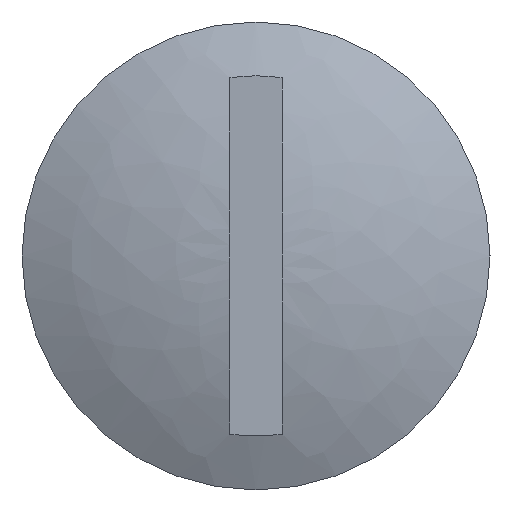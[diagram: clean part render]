
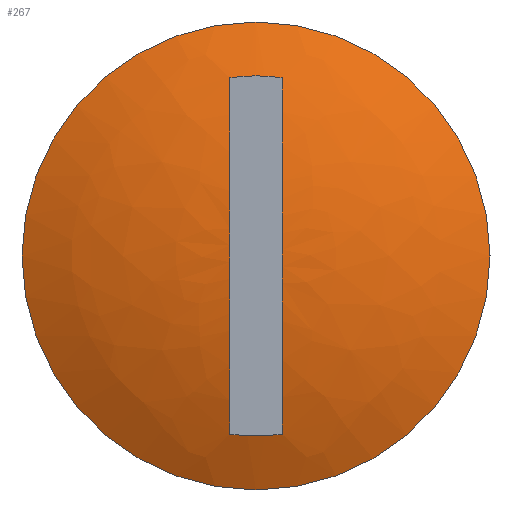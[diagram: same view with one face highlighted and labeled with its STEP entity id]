
A CAD part, left-side view. The second image highlights one B-rep face of the part: STEP entity #267.
In plain terms, the highlighted free-form (B-spline) face has degree [2, 2] with [3, 9] control points.
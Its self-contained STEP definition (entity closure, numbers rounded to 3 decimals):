
#28=(
BOUNDED_CURVE()
B_SPLINE_CURVE(2,(#917,#918,#919),.UNSPECIFIED.,.F.,.F.)
B_SPLINE_CURVE_WITH_KNOTS((3,3),(1.114,1.222),
 .UNSPECIFIED.)
CURVE()
GEOMETRIC_REPRESENTATION_ITEM()
RATIONAL_B_SPLINE_CURVE((1.,0.995,0.992))
REPRESENTATION_ITEM('')
);
#29=(
BOUNDED_SURFACE()
B_SPLINE_SURFACE(2,2,((#886,#887,#888,#889,#890,#891,#892,#893,#894),(#895,
#896,#897,#898,#899,#900,#901,#902,#903),(#904,#905,#906,#907,#908,#909,
#910,#911,#912)),.UNSPECIFIED.,.F.,.T.,.F.)
B_SPLINE_SURFACE_WITH_KNOTS((3,3),(3,2,2,2,3),(-1.513,-1.114),
(-3.142,-1.571,0.,1.571,3.142),
 .UNSPECIFIED.)
GEOMETRIC_REPRESENTATION_ITEM()
RATIONAL_B_SPLINE_SURFACE(((1.,0.707,1.,0.707,1.,
0.707,1.,0.707,1.),(0.98,0.693,
0.98,0.693,0.98,0.693,
0.98,0.693,0.98),(1.,0.707,
1.,0.707,1.,0.707,1.,0.707,1.)))
REPRESENTATION_ITEM('')
SURFACE()
);
#69=FACE_OUTER_BOUND('',#91,.T.);
#91=EDGE_LOOP('',(#225,#226,#227,#228,#229,#230,#231,#232,#233));
#110=CIRCLE('',#322,6.9);
#111=CIRCLE('',#323,6.9);
#112=CIRCLE('',#324,6.9);
#115=CIRCLE('',#330,8.965);
#116=CIRCLE('',#331,8.965);
#132=B_SPLINE_CURVE_WITH_KNOTS('',3,(#847,#848,#849,#850,#851,#852,#853,
#854,#855,#856,#857),.UNSPECIFIED.,.F.,.F.,(4,2,3,2,4),(-0.654,
-0.412,0.,0.412,0.654),
 .UNSPECIFIED.);
#133=B_SPLINE_CURVE_WITH_KNOTS('',3,(#862,#863,#864,#865,#866,#867,#868,
#869,#870,#871,#872),.UNSPECIFIED.,.F.,.F.,(4,2,3,2,4),(-0.654,
-0.412,0.,0.412,0.654),
 .UNSPECIFIED.);
#143=VERTEX_POINT('',#845);
#144=VERTEX_POINT('',#846);
#145=VERTEX_POINT('',#860);
#146=VERTEX_POINT('',#861);
#147=VERTEX_POINT('',#875);
#150=VERTEX_POINT('',#913);
#151=VERTEX_POINT('',#914);
#171=EDGE_CURVE('',#143,#144,#132,.T.);
#173=EDGE_CURVE('',#145,#146,#133,.T.);
#175=EDGE_CURVE('',#146,#147,#110,.T.);
#176=EDGE_CURVE('',#144,#145,#111,.T.);
#177=EDGE_CURVE('',#147,#143,#112,.T.);
#180=EDGE_CURVE('',#150,#151,#115,.T.);
#181=EDGE_CURVE('',#151,#150,#116,.T.);
#182=EDGE_CURVE('',#151,#147,#28,.T.);
#225=ORIENTED_EDGE('',*,*,#180,.F.);
#226=ORIENTED_EDGE('',*,*,#181,.F.);
#227=ORIENTED_EDGE('',*,*,#182,.T.);
#228=ORIENTED_EDGE('',*,*,#177,.T.);
#229=ORIENTED_EDGE('',*,*,#171,.T.);
#230=ORIENTED_EDGE('',*,*,#176,.T.);
#231=ORIENTED_EDGE('',*,*,#173,.T.);
#232=ORIENTED_EDGE('',*,*,#175,.T.);
#233=ORIENTED_EDGE('',*,*,#182,.F.);
#267=ADVANCED_FACE('',(#69),#29,.F.);
#322=AXIS2_PLACEMENT_3D('',#876,#377,#378);
#323=AXIS2_PLACEMENT_3D('',#877,#379,#380);
#324=AXIS2_PLACEMENT_3D('',#878,#381,#382);
#330=AXIS2_PLACEMENT_3D('',#915,#393,#394);
#331=AXIS2_PLACEMENT_3D('',#916,#395,#396);
#377=DIRECTION('center_axis',(1.,0.,0.));
#378=DIRECTION('ref_axis',(0.,0.,-1.));
#379=DIRECTION('center_axis',(1.,0.,0.));
#380=DIRECTION('ref_axis',(0.,0.,-1.));
#381=DIRECTION('center_axis',(1.,0.,0.));
#382=DIRECTION('ref_axis',(0.,0.,-1.));
#393=DIRECTION('center_axis',(1.,0.,0.));
#394=DIRECTION('ref_axis',(0.,0.,-1.));
#395=DIRECTION('center_axis',(1.,0.,0.));
#396=DIRECTION('ref_axis',(0.,0.,-1.));
#845=CARTESIAN_POINT('',(-6.75,-1.,6.827));
#846=CARTESIAN_POINT('',(-6.75,-1.,-6.827));
#847=CARTESIAN_POINT('Ctrl Pts',(-6.75,-1.,6.827));
#848=CARTESIAN_POINT('Ctrl Pts',(-7.038,-1.,6.026));
#849=CARTESIAN_POINT('Ctrl Pts',(-7.284,-1.,5.184));
#850=CARTESIAN_POINT('Ctrl Pts',(-7.801,-1.,2.87));
#851=CARTESIAN_POINT('Ctrl Pts',(-7.966,-1.,1.375));
#852=CARTESIAN_POINT('Ctrl Pts',(-7.966,-1.,0.));
#853=CARTESIAN_POINT('Ctrl Pts',(-7.966,-1.,-1.375));
#854=CARTESIAN_POINT('Ctrl Pts',(-7.801,-1.,-2.87));
#855=CARTESIAN_POINT('Ctrl Pts',(-7.284,-1.,-5.184));
#856=CARTESIAN_POINT('Ctrl Pts',(-7.038,-1.,-6.026));
#857=CARTESIAN_POINT('Ctrl Pts',(-6.75,-1.,-6.827));
#860=CARTESIAN_POINT('',(-6.75,1.,-6.827));
#861=CARTESIAN_POINT('',(-6.75,1.,6.827));
#862=CARTESIAN_POINT('Ctrl Pts',(-6.75,1.,-6.827));
#863=CARTESIAN_POINT('Ctrl Pts',(-7.038,1.,-6.026));
#864=CARTESIAN_POINT('Ctrl Pts',(-7.284,1.,-5.184));
#865=CARTESIAN_POINT('Ctrl Pts',(-7.801,1.,-2.87));
#866=CARTESIAN_POINT('Ctrl Pts',(-7.966,1.,-1.375));
#867=CARTESIAN_POINT('Ctrl Pts',(-7.966,1.,0.));
#868=CARTESIAN_POINT('Ctrl Pts',(-7.966,1.,1.375));
#869=CARTESIAN_POINT('Ctrl Pts',(-7.801,1.,2.87));
#870=CARTESIAN_POINT('Ctrl Pts',(-7.284,1.,5.184));
#871=CARTESIAN_POINT('Ctrl Pts',(-7.038,1.,6.026));
#872=CARTESIAN_POINT('Ctrl Pts',(-6.75,1.,6.827));
#875=CARTESIAN_POINT('',(-6.75,0.,6.9));
#876=CARTESIAN_POINT('Origin',(-6.75,0.,0.));
#877=CARTESIAN_POINT('Origin',(-6.75,0.,0.));
#878=CARTESIAN_POINT('Origin',(-6.75,0.,0.));
#886=CARTESIAN_POINT('Ctrl Pts',(-7.966,0.,1.));
#887=CARTESIAN_POINT('Ctrl Pts',(-7.966,-1.,1.));
#888=CARTESIAN_POINT('Ctrl Pts',(-7.966,-1.,0.));
#889=CARTESIAN_POINT('Ctrl Pts',(-7.966,-1.,-1.));
#890=CARTESIAN_POINT('Ctrl Pts',(-7.966,0.,-1.));
#891=CARTESIAN_POINT('Ctrl Pts',(-7.966,1.,-1.));
#892=CARTESIAN_POINT('Ctrl Pts',(-7.966,1.,0.));
#893=CARTESIAN_POINT('Ctrl Pts',(-7.966,1.,1.));
#894=CARTESIAN_POINT('Ctrl Pts',(-7.966,0.,1.));
#895=CARTESIAN_POINT('Ctrl Pts',(-7.724,0.,5.194));
#896=CARTESIAN_POINT('Ctrl Pts',(-7.724,-5.194,5.194));
#897=CARTESIAN_POINT('Ctrl Pts',(-7.724,-5.194,0.));
#898=CARTESIAN_POINT('Ctrl Pts',(-7.724,-5.194,-5.194));
#899=CARTESIAN_POINT('Ctrl Pts',(-7.724,0.,-5.194));
#900=CARTESIAN_POINT('Ctrl Pts',(-7.724,5.194,-5.194));
#901=CARTESIAN_POINT('Ctrl Pts',(-7.724,5.194,0.));
#902=CARTESIAN_POINT('Ctrl Pts',(-7.724,5.194,5.194));
#903=CARTESIAN_POINT('Ctrl Pts',(-7.724,0.,5.194));
#904=CARTESIAN_POINT('Ctrl Pts',(-5.87,0.,8.965));
#905=CARTESIAN_POINT('Ctrl Pts',(-5.87,-8.965,8.965));
#906=CARTESIAN_POINT('Ctrl Pts',(-5.87,-8.965,0.));
#907=CARTESIAN_POINT('Ctrl Pts',(-5.87,-8.965,-8.965));
#908=CARTESIAN_POINT('Ctrl Pts',(-5.87,0.,-8.965));
#909=CARTESIAN_POINT('Ctrl Pts',(-5.87,8.965,-8.965));
#910=CARTESIAN_POINT('Ctrl Pts',(-5.87,8.965,0.));
#911=CARTESIAN_POINT('Ctrl Pts',(-5.87,8.965,8.965));
#912=CARTESIAN_POINT('Ctrl Pts',(-5.87,0.,8.965));
#913=CARTESIAN_POINT('',(-5.87,8.965,0.));
#914=CARTESIAN_POINT('',(-5.87,0.,8.965));
#915=CARTESIAN_POINT('Origin',(-5.87,0.,0.));
#916=CARTESIAN_POINT('Origin',(-5.87,0.,0.));
#917=CARTESIAN_POINT('Ctrl Pts',(-5.87,0.,8.965));
#918=CARTESIAN_POINT('Ctrl Pts',(-6.366,0.,7.956));
#919=CARTESIAN_POINT('Ctrl Pts',(-6.75,0.,6.9));
